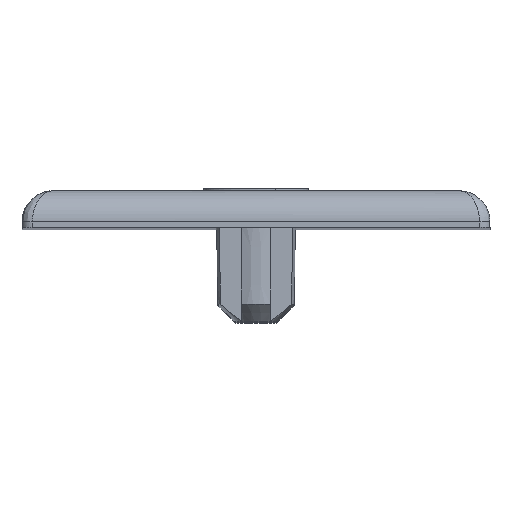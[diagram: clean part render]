
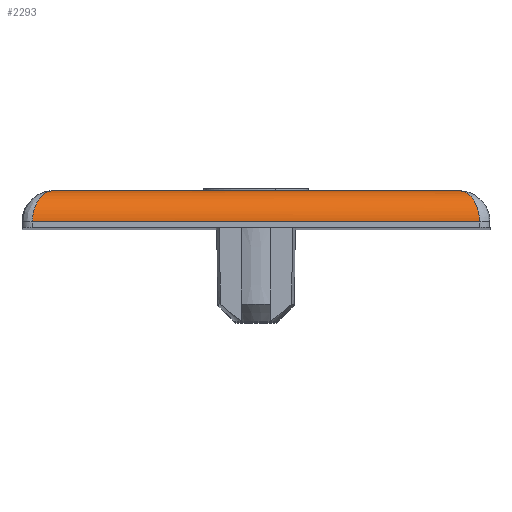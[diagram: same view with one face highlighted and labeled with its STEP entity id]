
A CAD part, top view. The second image highlights one B-rep face of the part: STEP entity #2293.
In plain terms, the highlighted cylindrical face has radius 3 mm (diameter 6 mm), a partial arc.
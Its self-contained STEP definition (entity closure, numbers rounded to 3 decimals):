
#606=DIRECTION('',(-1.,0.,0.));
#607=VECTOR('',#606,38.8);
#608=CARTESIAN_POINT('',(19.4,3.5,64.4));
#609=LINE('',#608,#607);
#726=CARTESIAN_POINT('',(21.4,0.5,67.4));
#727=CARTESIAN_POINT('',(21.4,0.698,67.4));
#728=CARTESIAN_POINT('',(21.374,1.1,67.361));
#729=CARTESIAN_POINT('',(21.251,1.692,67.177));
#730=CARTESIAN_POINT('',(21.043,2.253,66.864));
#731=CARTESIAN_POINT('',(20.743,2.759,66.414));
#732=CARTESIAN_POINT('',(20.358,3.167,65.836));
#733=CARTESIAN_POINT('',(19.892,3.439,65.139));
#734=CARTESIAN_POINT('',(19.566,3.5,64.649));
#735=CARTESIAN_POINT('',(19.4,3.5,64.4));
#888=DIRECTION('',(-1.,0.,0.));
#889=VECTOR('',#888,42.8);
#890=CARTESIAN_POINT('',(21.4,0.5,67.4));
#891=LINE('',#890,#889);
#942=CARTESIAN_POINT('',(-19.4,3.5,64.4));
#943=CARTESIAN_POINT('',(-19.566,3.5,64.649));
#944=CARTESIAN_POINT('',(-19.892,3.439,65.139));
#945=CARTESIAN_POINT('',(-20.358,3.167,65.836));
#946=CARTESIAN_POINT('',(-20.742,2.759,66.414));
#947=CARTESIAN_POINT('',(-21.042,2.253,66.864));
#948=CARTESIAN_POINT('',(-21.251,1.693,67.176));
#949=CARTESIAN_POINT('',(-21.374,1.101,67.36));
#950=CARTESIAN_POINT('',(-21.4,0.698,67.4));
#951=CARTESIAN_POINT('',(-21.4,0.5,67.4));
#1978=CARTESIAN_POINT('',(19.4,3.5,64.4));
#1979=CARTESIAN_POINT('',(-19.4,3.5,64.4));
#1980=VERTEX_POINT('',#1978);
#1981=VERTEX_POINT('',#1979);
#1992=VERTEX_POINT('',#726);
#1993=VERTEX_POINT('',#951);
#2279=CARTESIAN_POINT('',(22.767,0.5,64.4));
#2280=DIRECTION('',(-1.,0.,0.));
#2281=DIRECTION('',(0.,0.,1.));
#2282=AXIS2_PLACEMENT_3D('',#2279,#2280,#2281);
#2283=CYLINDRICAL_SURFACE('',#2282,3.);
#2284=ORIENTED_EDGE('',*,*,#2235,.F.);
#2286=ORIENTED_EDGE('',*,*,#2285,.F.);
#2288=ORIENTED_EDGE('',*,*,#2287,.T.);
#2290=ORIENTED_EDGE('',*,*,#2289,.F.);
#2291=EDGE_LOOP('',(#2284,#2286,#2288,#2290));
#2292=FACE_OUTER_BOUND('',#2291,.F.);
#736=B_SPLINE_CURVE_WITH_KNOTS('',3,(#726,#727,#728,#729,#730,#731,#732,#733,
#734,#735),.UNSPECIFIED.,.F.,.F.,(4,1,1,1,1,1,1,4),(0.,0.143,
0.286,0.429,0.571,0.714,
0.857,1.),.UNSPECIFIED.);
#952=B_SPLINE_CURVE_WITH_KNOTS('',3,(#942,#943,#944,#945,#946,#947,#948,#949,
#950,#951),.UNSPECIFIED.,.F.,.F.,(4,1,1,1,1,1,1,4),(0.,0.143,
0.286,0.429,0.571,0.714,
0.857,1.),.UNSPECIFIED.);
#2235=EDGE_CURVE('',#1980,#1981,#609,.T.);
#2285=EDGE_CURVE('',#1992,#1980,#736,.T.);
#2287=EDGE_CURVE('',#1992,#1993,#891,.T.);
#2289=EDGE_CURVE('',#1981,#1993,#952,.T.);
#2293=ADVANCED_FACE('',(#2292),#2283,.T.);
